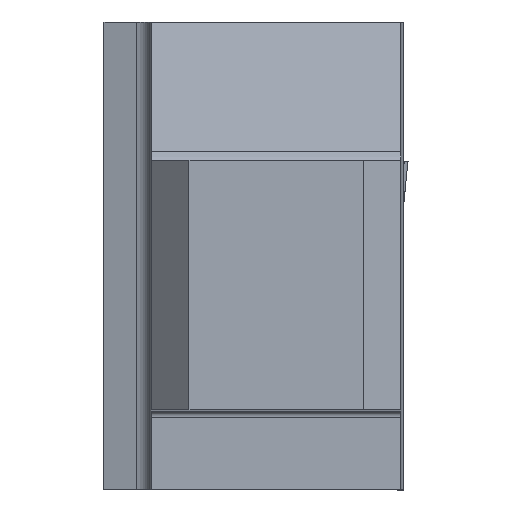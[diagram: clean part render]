
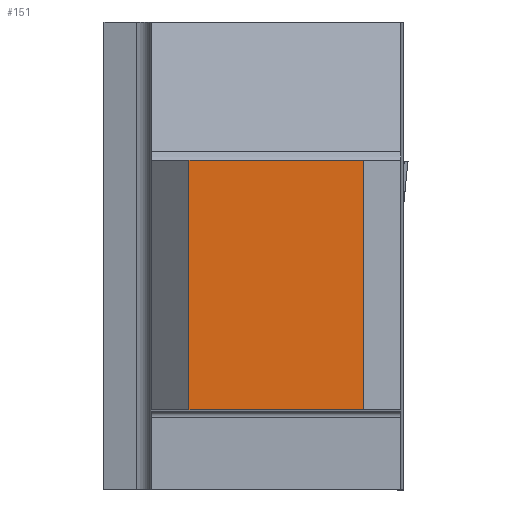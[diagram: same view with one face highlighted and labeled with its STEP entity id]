
A CAD part, top view. The second image highlights one B-rep face of the part: STEP entity #151.
In plain terms, the highlighted planar face has unit normal (0, 0, 1).
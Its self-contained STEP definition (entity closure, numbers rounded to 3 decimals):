
#151=ADVANCED_FACE('CU_BACK_SU1',(#270),#215,.F.);
#215=PLANE('',#1480);
#270=FACE_OUTER_BOUND('',#338,.T.);
#338=EDGE_LOOP('',(#800,#801,#802,#803));
#451=LINE('',#2085,#597);
#453=LINE('',#2089,#599);
#454=LINE('',#2091,#600);
#455=LINE('',#2093,#601);
#597=VECTOR('',#1676,1.);
#599=VECTOR('',#1680,1.);
#600=VECTOR('',#1681,1.);
#601=VECTOR('',#1682,1.);
#800=ORIENTED_EDGE('',*,*,#1260,.F.);
#801=ORIENTED_EDGE('',*,*,#1261,.T.);
#802=ORIENTED_EDGE('',*,*,#1262,.T.);
#803=ORIENTED_EDGE('',*,*,#1258,.F.);
#1116=VERTEX_POINT('',#2084);
#1117=VERTEX_POINT('',#2086);
#1118=VERTEX_POINT('',#2090);
#1119=VERTEX_POINT('',#2092);
#1258=EDGE_CURVE('',#1116,#1117,#451,.T.);
#1260=EDGE_CURVE('',#1118,#1116,#453,.T.);
#1261=EDGE_CURVE('',#1118,#1119,#454,.T.);
#1262=EDGE_CURVE('',#1119,#1117,#455,.T.);
#1480=AXIS2_PLACEMENT_3D('',#2094,#1683,#1684);
#1676=DIRECTION('',(1.,0.,0.));
#1680=DIRECTION('',(0.,1.,0.));
#1681=DIRECTION('',(1.,0.,0.));
#1682=DIRECTION('',(0.,1.,0.));
#1683=DIRECTION('',(0.,0.,-1.));
#1684=DIRECTION('',(-1.,0.,0.));
#2084=CARTESIAN_POINT('',(3.,19.925,0.));
#2085=CARTESIAN_POINT('',(-110.,19.925,0.));
#2086=CARTESIAN_POINT('',(16.925,19.925,0.));
#2089=CARTESIAN_POINT('',(3.,0.,0.));
#2090=CARTESIAN_POINT('',(3.,0.,0.));
#2091=CARTESIAN_POINT('',(-110.,0.,0.));
#2092=CARTESIAN_POINT('',(16.925,0.,0.));
#2093=CARTESIAN_POINT('',(16.925,0.,0.));
#2094=CARTESIAN_POINT('',(43.554,39.925,0.));
